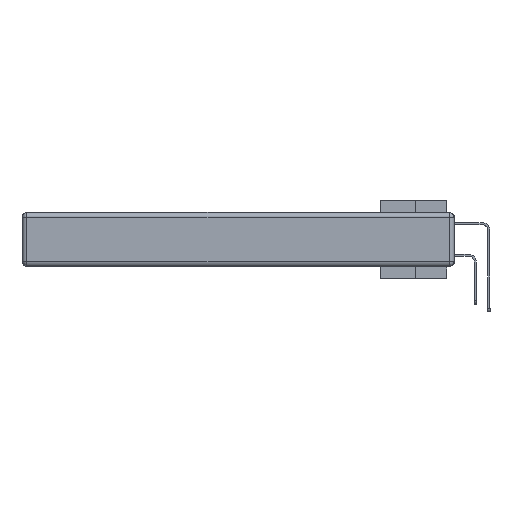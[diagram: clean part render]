
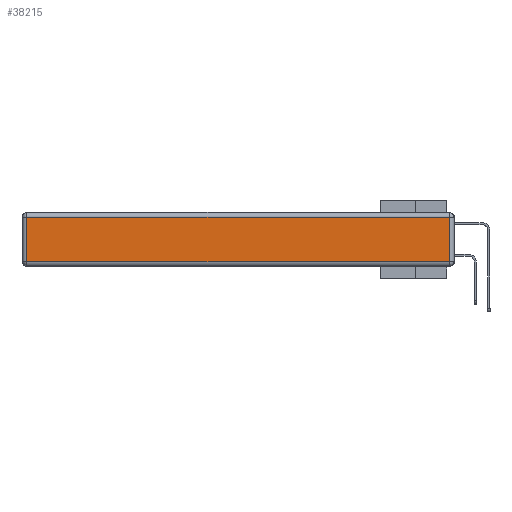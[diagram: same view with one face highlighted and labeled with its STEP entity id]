
A CAD part, left-side view. The second image highlights one B-rep face of the part: STEP entity #38215.
In plain terms, the highlighted planar face has unit normal (-1, 0, 0).
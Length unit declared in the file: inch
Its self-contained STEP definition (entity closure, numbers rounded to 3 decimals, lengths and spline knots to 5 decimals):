
#1953 = EDGE_CURVE ( 'NONE', #35541, #10234, #21905, .T. ) ;
#2971 = VECTOR ( 'NONE', #20628, 39.37008 ) ;
#4208 = PLANE ( 'NONE',  #14663 ) ;
#7920 = FACE_OUTER_BOUND ( 'NONE', #39357, .T. ) ;
#8028 = LINE ( 'NONE', #35713, #2971 ) ;
#9557 = EDGE_CURVE ( 'NONE', #34383, #35541, #8028, .T. ) ;
#10234 = VERTEX_POINT ( 'NONE', #37698 ) ;
#10799 = ORIENTED_EDGE ( 'NONE', *, *, #24029, .T. ) ;
#11544 = VERTEX_POINT ( 'NONE', #15976 ) ;
#11574 = DIRECTION ( 'NONE',  ( 0., 0., -1. ) ) ;
#13696 = DIRECTION ( 'NONE',  ( -1., 0., 0. ) ) ;
#14121 = CARTESIAN_POINT ( 'NONE',  ( 0., 0., -0.343 ) ) ;
#14663 = AXIS2_PLACEMENT_3D ( 'NONE', #14121, #13696, #32297 ) ;
#15976 = CARTESIAN_POINT ( 'NONE',  ( 0., 2.72, -0.313 ) ) ;
#19520 = ORIENTED_EDGE ( 'NONE', *, *, #29467, .T. ) ;
#20628 = DIRECTION ( 'NONE',  ( 0., 0., 1. ) ) ;
#21905 = LINE ( 'NONE', #22314, #32919 ) ;
#22127 = LINE ( 'NONE', #38231, #33219 ) ;
#22314 = CARTESIAN_POINT ( 'NONE',  ( 0., 2.75, -0.03 ) ) ;
#23347 = CARTESIAN_POINT ( 'NONE',  ( 0., 2.72, -0.343 ) ) ;
#23544 = LINE ( 'NONE', #23347, #32330 ) ;
#24029 = EDGE_CURVE ( 'NONE', #10234, #11544, #23544, .T. ) ;
#24055 = CARTESIAN_POINT ( 'NONE',  ( 0., 0.03, -0.313 ) ) ;
#24759 = ORIENTED_EDGE ( 'NONE', *, *, #1953, .T. ) ;
#28325 = DIRECTION ( 'NONE',  ( 0., 1., 0. ) ) ;
#29244 = ORIENTED_EDGE ( 'NONE', *, *, #9557, .T. ) ;
#29467 = EDGE_CURVE ( 'NONE', #11544, #34383, #22127, .T. ) ;
#30451 = CARTESIAN_POINT ( 'NONE',  ( 0., 0.03, -0.03 ) ) ;
#31648 = DIRECTION ( 'NONE',  ( 0., -1., 0. ) ) ;
#32297 = DIRECTION ( 'NONE',  ( 0., 0., 1. ) ) ;
#32330 = VECTOR ( 'NONE', #11574, 39.37008 ) ;
#32919 = VECTOR ( 'NONE', #28325, 39.37008 ) ;
#33219 = VECTOR ( 'NONE', #31648, 39.37008 ) ;
#34383 = VERTEX_POINT ( 'NONE', #24055 ) ;
#35541 = VERTEX_POINT ( 'NONE', #30451 ) ;
#35713 = CARTESIAN_POINT ( 'NONE',  ( 0., 0.03, -0.343 ) ) ;
#37698 = CARTESIAN_POINT ( 'NONE',  ( 0., 2.72, -0.03 ) ) ;
#38215 = ADVANCED_FACE ( 'NONE', ( #7920 ), #4208, .T. ) ;
#38231 = CARTESIAN_POINT ( 'NONE',  ( 0., 0., -0.313 ) ) ;
#39357 = EDGE_LOOP ( 'NONE', ( #19520, #29244, #24759, #10799 ) ) ;
